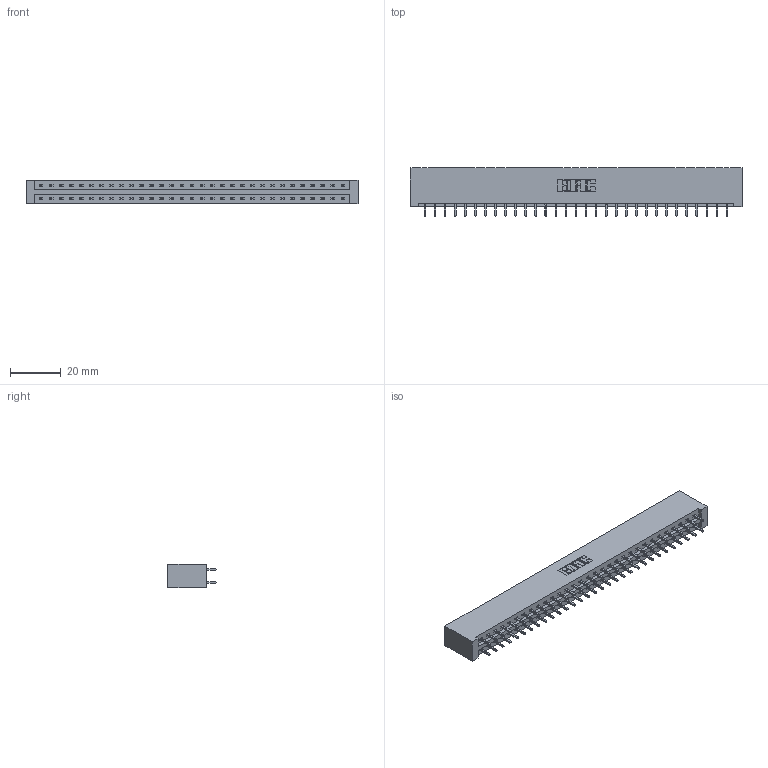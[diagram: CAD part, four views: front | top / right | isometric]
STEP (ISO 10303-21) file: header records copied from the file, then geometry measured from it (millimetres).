
FILE_DESCRIPTION (( 'STEP AP203' ), '1' );
FILE_NAME ('337-062-521-201.STEP', '2018-08-10T09:52:52', ( '' ), ( '' ), 'SwSTEP 2.0', 'SolidWorks 2016', '' );
FILE_SCHEMA (( 'CONFIG_CONTROL_DESIGN' ));
Length unit declared in the file: inch
Products named in the file (3): 337 Part_No Mounting Lugs; 345-292-001_345-293-121; 337-062-521-201
Assembly tree (63 placements, depth 2):
  337-062-521-201
    337 Part_No Mounting Lugs
    345-292-001_345-293-121  x62
Bounding box: 130.71 x 19.06 x 9.4 mm (x, y, z)
Volume: 14364.1 mm3; surface area: 16004.1 mm2
Topology: 63 solids, 63 shells, 3454 faces, 10269 edges, 6762 vertices
Faces by surface type: plane 2422, cylinder 1032
Entity records: 25199 total; most frequent: CARTESIAN_POINT 4254, ORIENTED_EDGE 4190, DIRECTION 3631, EDGE_CURVE 2095, VECTOR 1975, LINE 1975, VERTEX_POINT 1394, AXIS2_PLACEMENT_3D 828
